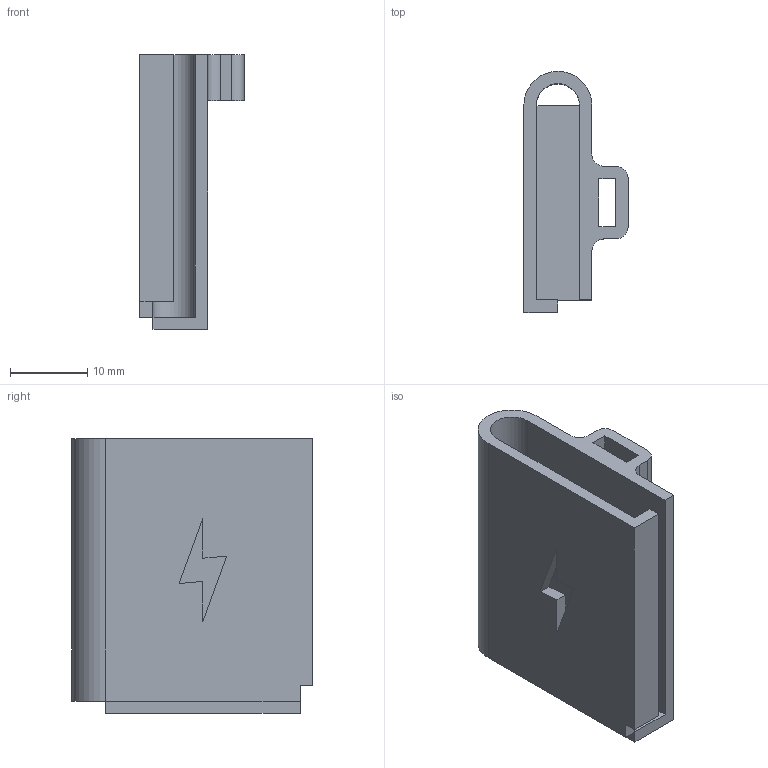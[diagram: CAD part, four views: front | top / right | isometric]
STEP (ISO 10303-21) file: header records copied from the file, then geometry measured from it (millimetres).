
FILE_DESCRIPTION(/* description */ (''),/* implementation_level */ '2;1');
FILE_NAME(/* name */ 'backpack v10.step',/* time_stamp */ '2021-12-04T23:52:39+09:00',/* author */ (''),/* organization */ (''),/* preprocessor_version */ 'ST-DEVELOPER v18.1',/* originating_system */ 'Autodesk Translation Framework v10.10.0.1391',/* authorisation */ '');
FILE_SCHEMA (('AUTOMOTIVE_DESIGN { 1 0 10303 214 3 1 1 }'));
Length unit declared in the file: millimetre
Products named in the file (1): backpack
Bounding box: 13.5 x 31.2 x 35.6 mm (x, y, z)
Volume: 4011.4 mm3; surface area: 5385.4 mm2
Topology: 1 solids, 1 shells, 36 faces, 98 edges, 64 vertices
Faces by surface type: plane 30, cylinder 6
Entity records: 1163 total; most frequent: CARTESIAN_POINT 199, ORIENTED_EDGE 196, DIRECTION 184, EDGE_CURVE 98, LINE 86, VECTOR 86, VERTEX_POINT 64, AXIS2_PLACEMENT_3D 49
